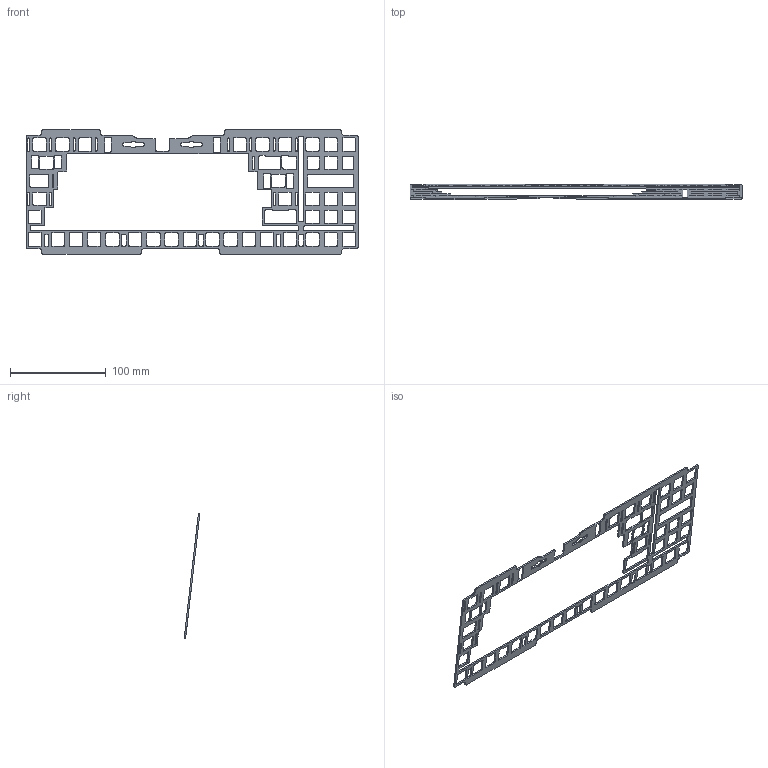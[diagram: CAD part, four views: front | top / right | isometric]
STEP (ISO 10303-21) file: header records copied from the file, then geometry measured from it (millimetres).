
FILE_DESCRIPTION(/* description */ (''),/* implementation_level */ '2;1');
FILE_NAME(/* name */ 'Plate_ANSI - Half.step',/* time_stamp */ '2023-01-28T11:11:44Z',/* author */ (''),/* organization */ (''),/* preprocessor_version */ 'ST-DEVELOPER v19.2',/* originating_system */ 'Autodesk Translation Framework v11.17.0.187',/* authorisation */ '');
FILE_SCHEMA (('AUTOMOTIVE_DESIGN { 1 0 10303 214 3 1 1 }'));
Length unit declared in the file: millimetre
Products named in the file (1): FusionComponent
Bounding box: 347.66 x 16.36 x 130.66 mm (x, y, z)
Volume: 20905.8 mm3; surface area: 36250.8 mm2
Topology: 1 solids, 1 shells, 721 faces, 2157 edges, 1438 vertices
Faces by surface type: plane 361, cylinder 360
Entity records: 24811 total; most frequent: DIRECTION 4321, CARTESIAN_POINT 4317, ORIENTED_EDGE 4314, EDGE_CURVE 2157, AXIS2_PLACEMENT_3D 1442, VERTEX_POINT 1438, LINE 1437, VECTOR 1437
